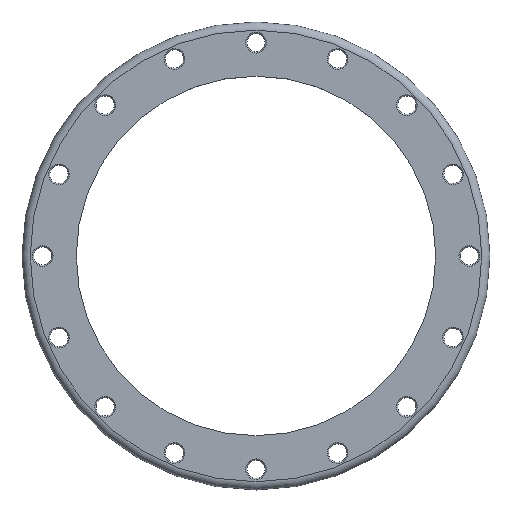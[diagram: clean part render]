
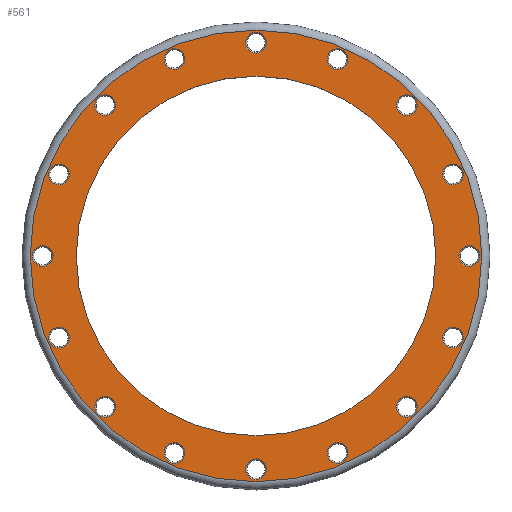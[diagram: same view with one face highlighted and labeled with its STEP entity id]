
A CAD part, top view. The second image highlights one B-rep face of the part: STEP entity #561.
In plain terms, the highlighted planar face has unit normal (0, 0, 1).
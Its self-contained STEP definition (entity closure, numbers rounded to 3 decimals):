
#16=PLANE('',#648);
#68=FACE_BOUND('',#207,.T.);
#69=FACE_BOUND('',#208,.T.);
#70=FACE_BOUND('',#209,.T.);
#71=FACE_BOUND('',#210,.T.);
#72=FACE_BOUND('',#211,.T.);
#73=FACE_BOUND('',#212,.T.);
#74=FACE_BOUND('',#213,.T.);
#75=FACE_BOUND('',#214,.T.);
#76=FACE_BOUND('',#215,.T.);
#77=FACE_BOUND('',#216,.T.);
#78=FACE_BOUND('',#217,.T.);
#79=FACE_BOUND('',#218,.T.);
#80=FACE_BOUND('',#219,.T.);
#81=FACE_BOUND('',#220,.T.);
#82=FACE_BOUND('',#221,.T.);
#83=FACE_BOUND('',#222,.T.);
#84=FACE_BOUND('',#223,.T.);
#137=FACE_OUTER_BOUND('',#206,.T.);
#206=EDGE_LOOP('',(#471));
#207=EDGE_LOOP('',(#472));
#208=EDGE_LOOP('',(#473));
#209=EDGE_LOOP('',(#474));
#210=EDGE_LOOP('',(#475));
#211=EDGE_LOOP('',(#476));
#212=EDGE_LOOP('',(#477));
#213=EDGE_LOOP('',(#478));
#214=EDGE_LOOP('',(#479));
#215=EDGE_LOOP('',(#480));
#216=EDGE_LOOP('',(#481));
#217=EDGE_LOOP('',(#482));
#218=EDGE_LOOP('',(#483));
#219=EDGE_LOOP('',(#484));
#220=EDGE_LOOP('',(#485));
#221=EDGE_LOOP('',(#486));
#222=EDGE_LOOP('',(#487));
#223=EDGE_LOOP('',(#488));
#249=CIRCLE('',#570,12.5);
#252=CIRCLE('',#575,12.5);
#255=CIRCLE('',#580,12.5);
#258=CIRCLE('',#585,12.5);
#261=CIRCLE('',#590,12.5);
#264=CIRCLE('',#595,12.5);
#267=CIRCLE('',#600,12.5);
#270=CIRCLE('',#605,12.5);
#273=CIRCLE('',#610,12.5);
#276=CIRCLE('',#615,12.5);
#279=CIRCLE('',#620,12.5);
#282=CIRCLE('',#625,12.5);
#285=CIRCLE('',#630,12.5);
#288=CIRCLE('',#635,12.5);
#291=CIRCLE('',#640,12.5);
#294=CIRCLE('',#645,12.5);
#296=CIRCLE('',#649,272.6);
#297=CIRCLE('',#650,217.);
#302=VERTEX_POINT('',#844);
#305=VERTEX_POINT('',#852);
#308=VERTEX_POINT('',#860);
#311=VERTEX_POINT('',#868);
#314=VERTEX_POINT('',#876);
#317=VERTEX_POINT('',#884);
#320=VERTEX_POINT('',#892);
#323=VERTEX_POINT('',#900);
#326=VERTEX_POINT('',#908);
#329=VERTEX_POINT('',#916);
#332=VERTEX_POINT('',#924);
#335=VERTEX_POINT('',#932);
#338=VERTEX_POINT('',#940);
#341=VERTEX_POINT('',#948);
#344=VERTEX_POINT('',#956);
#347=VERTEX_POINT('',#964);
#349=VERTEX_POINT('',#970);
#350=VERTEX_POINT('',#972);
#355=EDGE_CURVE('',#302,#302,#249,.T.);
#358=EDGE_CURVE('',#305,#305,#252,.T.);
#361=EDGE_CURVE('',#308,#308,#255,.T.);
#364=EDGE_CURVE('',#311,#311,#258,.T.);
#367=EDGE_CURVE('',#314,#314,#261,.T.);
#370=EDGE_CURVE('',#317,#317,#264,.T.);
#373=EDGE_CURVE('',#320,#320,#267,.T.);
#376=EDGE_CURVE('',#323,#323,#270,.T.);
#379=EDGE_CURVE('',#326,#326,#273,.T.);
#382=EDGE_CURVE('',#329,#329,#276,.T.);
#385=EDGE_CURVE('',#332,#332,#279,.T.);
#388=EDGE_CURVE('',#335,#335,#282,.T.);
#391=EDGE_CURVE('',#338,#338,#285,.T.);
#394=EDGE_CURVE('',#341,#341,#288,.T.);
#397=EDGE_CURVE('',#344,#344,#291,.T.);
#400=EDGE_CURVE('',#347,#347,#294,.T.);
#402=EDGE_CURVE('',#349,#349,#296,.T.);
#403=EDGE_CURVE('',#350,#350,#297,.T.);
#471=ORIENTED_EDGE('',*,*,#402,.F.);
#472=ORIENTED_EDGE('',*,*,#355,.T.);
#473=ORIENTED_EDGE('',*,*,#358,.T.);
#474=ORIENTED_EDGE('',*,*,#361,.T.);
#475=ORIENTED_EDGE('',*,*,#364,.T.);
#476=ORIENTED_EDGE('',*,*,#367,.T.);
#477=ORIENTED_EDGE('',*,*,#370,.T.);
#478=ORIENTED_EDGE('',*,*,#373,.T.);
#479=ORIENTED_EDGE('',*,*,#376,.T.);
#480=ORIENTED_EDGE('',*,*,#379,.T.);
#481=ORIENTED_EDGE('',*,*,#382,.T.);
#482=ORIENTED_EDGE('',*,*,#385,.T.);
#483=ORIENTED_EDGE('',*,*,#388,.T.);
#484=ORIENTED_EDGE('',*,*,#391,.T.);
#485=ORIENTED_EDGE('',*,*,#394,.T.);
#486=ORIENTED_EDGE('',*,*,#397,.T.);
#487=ORIENTED_EDGE('',*,*,#400,.T.);
#488=ORIENTED_EDGE('',*,*,#403,.T.);
#561=ADVANCED_FACE('',(#137,#68,#69,#70,#71,#72,#73,#74,#75,#76,#77,#78,
#79,#80,#81,#82,#83,#84),#16,.T.);
#570=AXIS2_PLACEMENT_3D('',#845,#664,#665);
#575=AXIS2_PLACEMENT_3D('',#853,#674,#675);
#580=AXIS2_PLACEMENT_3D('',#861,#684,#685);
#585=AXIS2_PLACEMENT_3D('',#869,#694,#695);
#590=AXIS2_PLACEMENT_3D('',#877,#704,#705);
#595=AXIS2_PLACEMENT_3D('',#885,#714,#715);
#600=AXIS2_PLACEMENT_3D('',#893,#724,#725);
#605=AXIS2_PLACEMENT_3D('',#901,#734,#735);
#610=AXIS2_PLACEMENT_3D('',#909,#744,#745);
#615=AXIS2_PLACEMENT_3D('',#917,#754,#755);
#620=AXIS2_PLACEMENT_3D('',#925,#764,#765);
#625=AXIS2_PLACEMENT_3D('',#933,#774,#775);
#630=AXIS2_PLACEMENT_3D('',#941,#784,#785);
#635=AXIS2_PLACEMENT_3D('',#949,#794,#795);
#640=AXIS2_PLACEMENT_3D('',#957,#804,#805);
#645=AXIS2_PLACEMENT_3D('',#965,#814,#815);
#648=AXIS2_PLACEMENT_3D('',#969,#820,#821);
#649=AXIS2_PLACEMENT_3D('',#971,#822,#823);
#650=AXIS2_PLACEMENT_3D('',#973,#824,#825);
#664=DIRECTION('center_axis',(0.,0.,
-1.));
#665=DIRECTION('ref_axis',(-0.383,0.924,0.));
#674=DIRECTION('center_axis',(0.,0.,
-1.));
#675=DIRECTION('ref_axis',(-0.707,0.707,0.));
#684=DIRECTION('center_axis',(0.,0.,
-1.));
#685=DIRECTION('ref_axis',(-0.924,0.383,0.));
#694=DIRECTION('center_axis',(0.,0.,
-1.));
#695=DIRECTION('ref_axis',(-1.,0.,0.));
#704=DIRECTION('center_axis',(0.,0.,
-1.));
#705=DIRECTION('ref_axis',(-0.924,-0.383,0.));
#714=DIRECTION('center_axis',(0.,0.,
-1.));
#715=DIRECTION('ref_axis',(-0.707,-0.707,0.));
#724=DIRECTION('center_axis',(0.,0.,
-1.));
#725=DIRECTION('ref_axis',(-0.383,-0.924,0.));
#734=DIRECTION('center_axis',(0.,0.,
-1.));
#735=DIRECTION('ref_axis',(0.,-1.,0.));
#744=DIRECTION('center_axis',(0.,0.,
-1.));
#745=DIRECTION('ref_axis',(0.383,-0.924,0.));
#754=DIRECTION('center_axis',(0.,0.,
-1.));
#755=DIRECTION('ref_axis',(0.707,-0.707,0.));
#764=DIRECTION('center_axis',(0.,0.,
-1.));
#765=DIRECTION('ref_axis',(0.924,-0.383,0.));
#774=DIRECTION('center_axis',(0.,0.,
-1.));
#775=DIRECTION('ref_axis',(1.,0.,0.));
#784=DIRECTION('center_axis',(0.,0.,
-1.));
#785=DIRECTION('ref_axis',(0.924,0.383,0.));
#794=DIRECTION('center_axis',(0.,0.,
-1.));
#795=DIRECTION('ref_axis',(0.707,0.707,0.));
#804=DIRECTION('center_axis',(0.,0.,
-1.));
#805=DIRECTION('ref_axis',(0.383,0.924,0.));
#814=DIRECTION('center_axis',(0.,0.,
-1.));
#815=DIRECTION('ref_axis',(0.,1.,0.));
#820=DIRECTION('center_axis',(0.,0.,
1.));
#821=DIRECTION('ref_axis',(0.,1.,0.));
#822=DIRECTION('center_axis',(0.,0.,-1.));
#823=DIRECTION('ref_axis',(0.,-1.,0.));
#824=DIRECTION('center_axis',(0.,0.,-1.));
#825=DIRECTION('ref_axis',(0.,-1.,0.));
#844=CARTESIAN_POINT('',(-103.325,249.447,16.674));
#845=CARTESIAN_POINT('Origin',(-98.541,237.899,16.674));
#852=CARTESIAN_POINT('',(-190.919,190.919,16.674));
#853=CARTESIAN_POINT('Origin',(-182.08,182.08,16.674));
#860=CARTESIAN_POINT('',(-249.447,103.325,16.674));
#861=CARTESIAN_POINT('Origin',(-237.899,98.541,16.674));
#868=CARTESIAN_POINT('',(-270.,0.,16.674));
#869=CARTESIAN_POINT('Origin',(-257.5,0.,16.674));
#876=CARTESIAN_POINT('',(-249.447,-103.325,16.674));
#877=CARTESIAN_POINT('Origin',(-237.899,-98.541,16.674));
#884=CARTESIAN_POINT('',(-190.919,-190.919,16.674));
#885=CARTESIAN_POINT('Origin',(-182.08,-182.08,16.674));
#892=CARTESIAN_POINT('',(-103.325,-249.447,16.674));
#893=CARTESIAN_POINT('Origin',(-98.541,-237.899,16.674));
#900=CARTESIAN_POINT('',(0.,-270.,16.674));
#901=CARTESIAN_POINT('Origin',(0.,-257.5,16.674));
#908=CARTESIAN_POINT('',(103.325,-249.447,16.674));
#909=CARTESIAN_POINT('Origin',(98.541,-237.899,16.674));
#916=CARTESIAN_POINT('',(190.919,-190.919,16.674));
#917=CARTESIAN_POINT('Origin',(182.08,-182.08,16.674));
#924=CARTESIAN_POINT('',(249.447,-103.325,16.674));
#925=CARTESIAN_POINT('Origin',(237.899,-98.541,16.674));
#932=CARTESIAN_POINT('',(270.,0.,16.674));
#933=CARTESIAN_POINT('Origin',(257.5,0.,16.674));
#940=CARTESIAN_POINT('',(249.447,103.325,16.674));
#941=CARTESIAN_POINT('Origin',(237.899,98.541,16.674));
#948=CARTESIAN_POINT('',(190.919,190.919,16.674));
#949=CARTESIAN_POINT('Origin',(182.08,182.08,16.674));
#956=CARTESIAN_POINT('',(103.325,249.447,16.674));
#957=CARTESIAN_POINT('Origin',(98.541,237.899,16.674));
#964=CARTESIAN_POINT('',(0.,270.,16.674));
#965=CARTESIAN_POINT('Origin',(0.,257.5,16.674));
#969=CARTESIAN_POINT('Origin',(0.,-244.8,16.674));
#970=CARTESIAN_POINT('',(0.,-272.6,16.674));
#971=CARTESIAN_POINT('Origin',(0.,0.,16.674));
#972=CARTESIAN_POINT('',(0.,-217.,16.674));
#973=CARTESIAN_POINT('Origin',(0.,0.,16.674));
